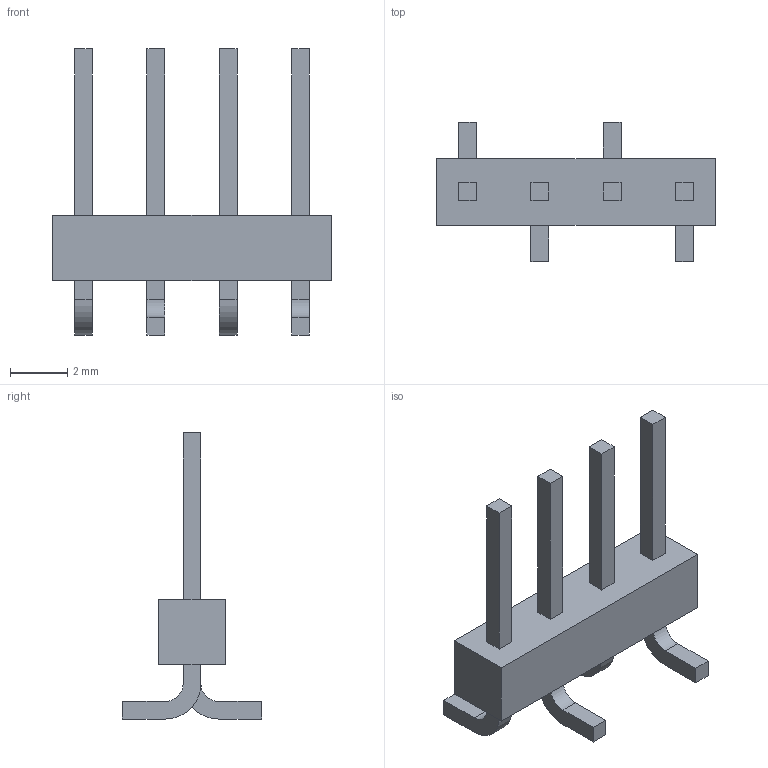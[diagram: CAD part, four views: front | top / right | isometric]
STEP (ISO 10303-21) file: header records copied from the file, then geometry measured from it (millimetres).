
FILE_DESCRIPTION((''),'2;1');
FILE_NAME('C-5-146132-2','2007-12-12T',('workeradm'),('Tyco Electronics Corporation'),'PRO/ENGINEER BY PARAMETRIC TECHNOLOGY CORPORATION, 2005450','PRO/ENGINEER BY PARAMETRIC TECHNOLOGY CORPORATION, 2005450','');
FILE_SCHEMA(('CONFIG_CONTROL_DESIGN', 'GEOMETRIC_VALIDATION_PROPERTIES_MIM'));
Length unit declared in the file: millimetre
Products named in the file (1): C-5-146132-2
Bounding box: 9.75 x 4.88 x 10.04 mm (x, y, z)
Volume: 66.8 mm3; surface area: 195.3 mm2
Topology: 1 solids, 1 shells, 62 faces, 156 edges, 104 vertices
Faces by surface type: plane 54, cylinder 8
Entity records: 1965 total; most frequent: CARTESIAN_POINT 323, ORIENTED_EDGE 312, DIRECTION 296, EDGE_CURVE 156, VECTOR 140, LINE 140, VERTEX_POINT 104, AXIS2_PLACEMENT_3D 78
